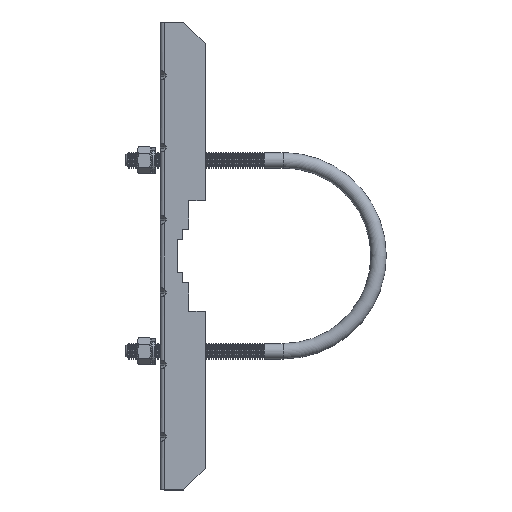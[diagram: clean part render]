
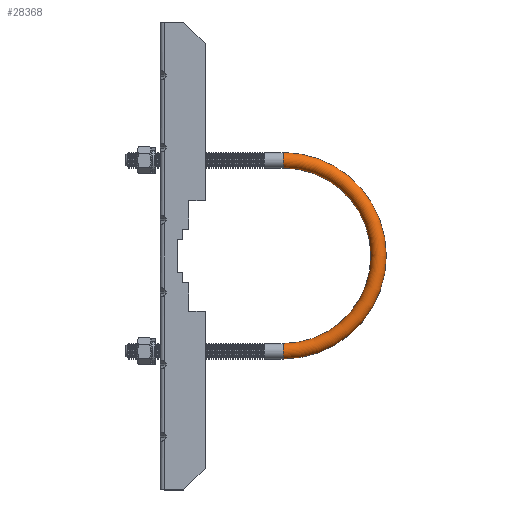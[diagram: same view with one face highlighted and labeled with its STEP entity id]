
A CAD part, front view. The second image highlights one B-rep face of the part: STEP entity #28368.
In plain terms, the highlighted toroidal (fillet/blend) face has major radius 57.01 mm and minor radius 4.623 mm.
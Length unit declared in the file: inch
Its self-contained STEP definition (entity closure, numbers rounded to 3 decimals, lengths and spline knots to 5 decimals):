
#3548 = CARTESIAN_POINT ( 'NONE',  ( 0., 0., -2.2445 ) ) ;
#3750 = ORIENTED_EDGE ( 'NONE', *, *, #30394, .T. ) ;
#5356 = FACE_OUTER_BOUND ( 'NONE', #20111, .T. ) ;
#5480 = CARTESIAN_POINT ( 'NONE',  ( 0., 0., 0. ) ) ;
#5719 = EDGE_CURVE ( 'NONE', #11049, #42854, #27520, .T. ) ;
#6072 = CIRCLE ( 'NONE', #40064, 2.0625 ) ;
#6441 = DIRECTION ( 'NONE',  ( 0., 1., 0. ) ) ;
#7146 = ORIENTED_EDGE ( 'NONE', *, *, #5719, .T. ) ;
#9684 = DIRECTION ( 'NONE',  ( -1., 0., 0. ) ) ;
#10174 = EDGE_CURVE ( 'NONE', #25880, #27773, #6072, .T. ) ;
#11049 = VERTEX_POINT ( 'NONE', #20124 ) ;
#11920 = AXIS2_PLACEMENT_3D ( 'NONE', #5480, #29882, #40055 ) ;
#13164 = AXIS2_PLACEMENT_3D ( 'NONE', #24169, #9684, #41408 ) ;
#13213 = CIRCLE ( 'NONE', #33187, 0.182 ) ;
#13684 = DIRECTION ( 'NONE',  ( -1., 0., 0. ) ) ;
#17144 = DIRECTION ( 'NONE',  ( 0., 0., 1. ) ) ;
#17226 = TOROIDAL_SURFACE ( 'NONE', #11920, 2.2445, 0.182 ) ;
#19814 = ORIENTED_EDGE ( 'NONE', *, *, #10174, .F. ) ;
#20111 = EDGE_LOOP ( 'NONE', ( #34235, #7146, #3750, #19814 ) ) ;
#20124 = CARTESIAN_POINT ( 'NONE',  ( 0., 0., -2.4265 ) ) ;
#24169 = CARTESIAN_POINT ( 'NONE',  ( 0., 0., 2.2445 ) ) ;
#24931 = DIRECTION ( 'NONE',  ( 0., 0., 1. ) ) ;
#25880 = VERTEX_POINT ( 'NONE', #26586 ) ;
#25955 = CARTESIAN_POINT ( 'NONE',  ( 0., 0., 2.4265 ) ) ;
#26313 = CIRCLE ( 'NONE', #13164, 0.182 ) ;
#26586 = CARTESIAN_POINT ( 'NONE',  ( 0., 0., -2.0625 ) ) ;
#27066 = CARTESIAN_POINT ( 'NONE',  ( 0., 0., 0. ) ) ;
#27520 = CIRCLE ( 'NONE', #30699, 2.4265 ) ;
#27773 = VERTEX_POINT ( 'NONE', #29179 ) ;
#28368 = ADVANCED_FACE ( 'NONE', ( #5356 ), #17226, .T. ) ;
#29179 = CARTESIAN_POINT ( 'NONE',  ( 0., 0., 2.0625 ) ) ;
#29882 = DIRECTION ( 'NONE',  ( 0., 1., 0. ) ) ;
#30394 = EDGE_CURVE ( 'NONE', #42854, #27773, #26313, .T. ) ;
#30699 = AXIS2_PLACEMENT_3D ( 'NONE', #27066, #6441, #44441 ) ;
#31612 = EDGE_CURVE ( 'NONE', #25880, #11049, #13213, .T. ) ;
#33187 = AXIS2_PLACEMENT_3D ( 'NONE', #3548, #13684, #17144 ) ;
#34235 = ORIENTED_EDGE ( 'NONE', *, *, #31612, .T. ) ;
#40055 = DIRECTION ( 'NONE',  ( 0., 0., 1. ) ) ;
#40064 = AXIS2_PLACEMENT_3D ( 'NONE', #42162, #42023, #24931 ) ;
#41408 = DIRECTION ( 'NONE',  ( 0., 0., 1. ) ) ;
#42023 = DIRECTION ( 'NONE',  ( 0., 1., 0. ) ) ;
#42162 = CARTESIAN_POINT ( 'NONE',  ( 0., 0., 0. ) ) ;
#42854 = VERTEX_POINT ( 'NONE', #25955 ) ;
#44441 = DIRECTION ( 'NONE',  ( 0., 0., 1. ) ) ;
